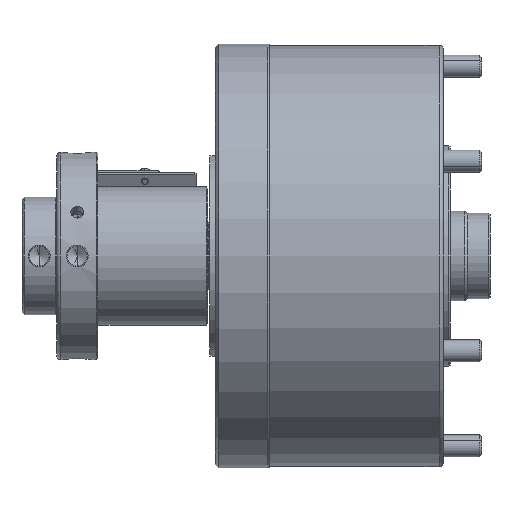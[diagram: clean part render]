
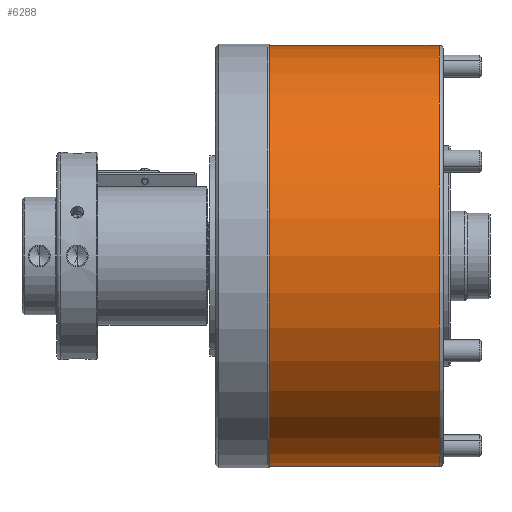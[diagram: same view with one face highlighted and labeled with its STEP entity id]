
A CAD part, front view. The second image highlights one B-rep face of the part: STEP entity #6288.
In plain terms, the highlighted cylindrical face has radius 152.5 mm (diameter 305 mm), a partial arc.
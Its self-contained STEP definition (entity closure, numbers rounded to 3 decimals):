
#466 = DIRECTION ( 'NONE',  ( -1., 0., 0. ) ) ;
#844 = EDGE_CURVE ( 'NONE', #3286, #8525, #6269, .T. ) ;
#1204 = VECTOR ( 'NONE', #2068, 1000. ) ;
#1537 = EDGE_CURVE ( 'NONE', #3286, #3508, #6088, .T. ) ;
#2068 = DIRECTION ( 'NONE',  ( -1., 0., 0. ) ) ;
#2771 = CARTESIAN_POINT ( 'NONE',  ( 133., 0., 0. ) ) ;
#3161 = ORIENTED_EDGE ( 'NONE', *, *, #6685, .T. ) ;
#3204 = ORIENTED_EDGE ( 'NONE', *, *, #8434, .F. ) ;
#3277 = AXIS2_PLACEMENT_3D ( 'NONE', #8626, #466, #7620 ) ;
#3286 = VERTEX_POINT ( 'NONE', #8650 ) ;
#3508 = VERTEX_POINT ( 'NONE', #4867 ) ;
#4148 = AXIS2_PLACEMENT_3D ( 'NONE', #12056, #5952, #13068 ) ;
#4199 = AXIS2_PLACEMENT_3D ( 'NONE', #2771, #9957, #11768 ) ;
#4730 = FACE_OUTER_BOUND ( 'NONE', #11603, .T. ) ;
#4867 = CARTESIAN_POINT ( 'NONE',  ( 10., 0., -152.5 ) ) ;
#5595 = CARTESIAN_POINT ( 'NONE',  ( 10., 0., 152.5 ) ) ;
#5645 = CARTESIAN_POINT ( 'NONE',  ( 0., 0., -152.5 ) ) ;
#5952 = DIRECTION ( 'NONE',  ( -1., 0., 0. ) ) ;
#6077 = CARTESIAN_POINT ( 'NONE',  ( 133., 0., 152.5 ) ) ;
#6088 = LINE ( 'NONE', #5645, #11541 ) ;
#6269 = CIRCLE ( 'NONE', #4199, 152.5 ) ;
#6288 = ADVANCED_FACE ( 'NONE', ( #4730 ), #9830, .T. ) ;
#6646 = LINE ( 'NONE', #8166, #1204 ) ;
#6685 = EDGE_CURVE ( 'NONE', #8525, #9394, #6646, .T. ) ;
#7564 = DIRECTION ( 'NONE',  ( -1., 0., 0. ) ) ;
#7620 = DIRECTION ( 'NONE',  ( 0., 0., 1. ) ) ;
#8166 = CARTESIAN_POINT ( 'NONE',  ( 0., 0., 152.5 ) ) ;
#8434 = EDGE_CURVE ( 'NONE', #3508, #9394, #11049, .T. ) ;
#8525 = VERTEX_POINT ( 'NONE', #6077 ) ;
#8626 = CARTESIAN_POINT ( 'NONE',  ( 0., 0., 0. ) ) ;
#8650 = CARTESIAN_POINT ( 'NONE',  ( 133., 0., -152.5 ) ) ;
#9394 = VERTEX_POINT ( 'NONE', #5595 ) ;
#9553 = ORIENTED_EDGE ( 'NONE', *, *, #844, .T. ) ;
#9830 = CYLINDRICAL_SURFACE ( 'NONE', #3277, 152.5 ) ;
#9957 = DIRECTION ( 'NONE',  ( -1., 0., 0. ) ) ;
#11049 = CIRCLE ( 'NONE', #4148, 152.5 ) ;
#11302 = ORIENTED_EDGE ( 'NONE', *, *, #1537, .F. ) ;
#11541 = VECTOR ( 'NONE', #7564, 1000. ) ;
#11603 = EDGE_LOOP ( 'NONE', ( #11302, #9553, #3161, #3204 ) ) ;
#11768 = DIRECTION ( 'NONE',  ( 0., 0., 1. ) ) ;
#12056 = CARTESIAN_POINT ( 'NONE',  ( 10., 0., 0. ) ) ;
#13068 = DIRECTION ( 'NONE',  ( 0., 0., 1. ) ) ;
